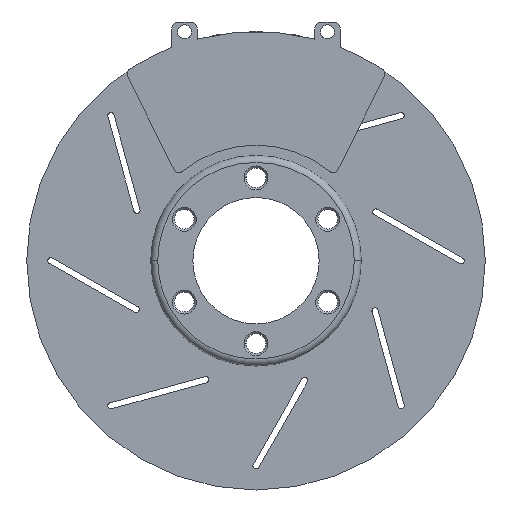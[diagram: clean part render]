
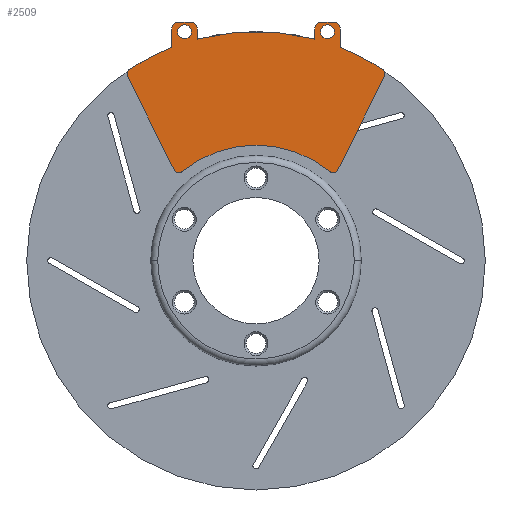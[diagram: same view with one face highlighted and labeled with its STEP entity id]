
A CAD part, left-side view. The second image highlights one B-rep face of the part: STEP entity #2509.
In plain terms, the highlighted planar face has unit normal (-1, 0, 0).
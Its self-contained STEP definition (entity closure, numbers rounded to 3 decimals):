
#767=CARTESIAN_POINT('Vertex',(-25.,60.,151.878)) ;
#772=CARTESIAN_POINT('Line Origine',(-25.,60.,158.439)) ;
#776=CARTESIAN_POINT('Vertex',(-25.,60.,165.)) ;
#798=CARTESIAN_POINT('Axis2P3D Location',(-25.,55.,165.)) ;
#802=CARTESIAN_POINT('Vertex',(-25.,55.,170.)) ;
#824=CARTESIAN_POINT('Line Origine',(-25.,50.91,170.)) ;
#828=CARTESIAN_POINT('Vertex',(-25.,46.821,170.)) ;
#850=CARTESIAN_POINT('Axis2P3D Location',(-25.,46.821,165.)) ;
#854=CARTESIAN_POINT('Vertex',(-25.,41.821,165.)) ;
#876=CARTESIAN_POINT('Line Origine',(-25.,41.821,161.427)) ;
#880=CARTESIAN_POINT('Vertex',(-25.,41.821,157.854)) ;
#902=CARTESIAN_POINT('Axis2P3D Location',(-25.,0.,0.)) ;
#906=CARTESIAN_POINT('Vertex',(-25.,-41.821,157.854)) ;
#928=CARTESIAN_POINT('Line Origine',(-25.,-41.821,161.427)) ;
#932=CARTESIAN_POINT('Vertex',(-25.,-41.821,165.)) ;
#954=CARTESIAN_POINT('Axis2P3D Location',(-25.,-46.821,165.)) ;
#958=CARTESIAN_POINT('Vertex',(-25.,-46.821,170.)) ;
#980=CARTESIAN_POINT('Line Origine',(-25.,-50.91,170.)) ;
#984=CARTESIAN_POINT('Vertex',(-25.,-55.,170.)) ;
#1006=CARTESIAN_POINT('Axis2P3D Location',(-25.,-55.,165.)) ;
#1010=CARTESIAN_POINT('Vertex',(-25.,-60.,165.)) ;
#1032=CARTESIAN_POINT('Line Origine',(-25.,-60.,158.439)) ;
#1036=CARTESIAN_POINT('Vertex',(-25.,-60.,151.878)) ;
#1071=CARTESIAN_POINT('Vertex',(-25.,-55.911,163.)) ;
#1074=CARTESIAN_POINT('Axis2P3D Location',(-25.,-50.911,163.)) ;
#1078=CARTESIAN_POINT('Vertex',(-25.,-45.911,163.)) ;
#1098=CARTESIAN_POINT('Axis2P3D Location',(-25.,-50.911,163.)) ;
#1123=CARTESIAN_POINT('Vertex',(-25.,55.911,163.)) ;
#1126=CARTESIAN_POINT('Axis2P3D Location',(-25.,50.911,163.)) ;
#1130=CARTESIAN_POINT('Vertex',(-25.,45.911,163.)) ;
#1150=CARTESIAN_POINT('Axis2P3D Location',(-25.,50.911,163.)) ;
#2249=CARTESIAN_POINT('Vertex',(-25.,-58.39,64.919)) ;
#2252=CARTESIAN_POINT('Axis2P3D Location',(-25.,-54.81,66.704)) ;
#2256=CARTESIAN_POINT('Vertex',(-25.,-52.271,63.613)) ;
#2280=CARTESIAN_POINT('Vertex',(-25.,52.271,63.613)) ;
#2290=CARTESIAN_POINT('Axis2P3D Location',(-25.,0.,0.)) ;
#2314=CARTESIAN_POINT('Axis2P3D Location',(-25.,54.81,66.704)) ;
#2318=CARTESIAN_POINT('Vertex',(-25.,58.39,64.919)) ;
#2333=CARTESIAN_POINT('Axis2P3D Location',(-25.,0.,0.)) ;
#2337=CARTESIAN_POINT('Vertex',(-25.,90.026,136.243)) ;
#2371=CARTESIAN_POINT('Line Origine',(-25.,74.895,98.02)) ;
#2375=CARTESIAN_POINT('Vertex',(-25.,91.401,131.121)) ;
#2400=CARTESIAN_POINT('Axis2P3D Location',(-25.,87.821,132.906)) ;
#2419=CARTESIAN_POINT('Axis2P3D Location',(-25.,0.,0.)) ;
#2423=CARTESIAN_POINT('Vertex',(-25.,-90.026,136.243)) ;
#2447=CARTESIAN_POINT('Vertex',(-25.,-91.401,131.121)) ;
#2452=CARTESIAN_POINT('Line Origine',(-25.,-74.895,98.02)) ;
#2469=CARTESIAN_POINT('Axis2P3D Location',(-25.,0.,0.)) ;
#2474=CARTESIAN_POINT('Axis2P3D Location',(-25.,-87.821,132.906)) ;
#773=DIRECTION('Vector Direction',(0.,0.,1.)) ;
#799=DIRECTION('Axis2P3D Direction',(1.,0.,0.)) ;
#825=DIRECTION('Vector Direction',(0.,-1.,0.)) ;
#851=DIRECTION('Axis2P3D Direction',(1.,0.,0.)) ;
#877=DIRECTION('Vector Direction',(0.,0.,-1.)) ;
#903=DIRECTION('Axis2P3D Direction',(1.,0.,0.)) ;
#929=DIRECTION('Vector Direction',(0.,0.,-1.)) ;
#955=DIRECTION('Axis2P3D Direction',(1.,0.,0.)) ;
#981=DIRECTION('Vector Direction',(0.,1.,0.)) ;
#1007=DIRECTION('Axis2P3D Direction',(1.,0.,0.)) ;
#1033=DIRECTION('Vector Direction',(0.,0.,1.)) ;
#1075=DIRECTION('Axis2P3D Direction',(-1.,-0.,0.)) ;
#1099=DIRECTION('Axis2P3D Direction',(-1.,-0.,0.)) ;
#1127=DIRECTION('Axis2P3D Direction',(-1.,-0.,0.)) ;
#1151=DIRECTION('Axis2P3D Direction',(-1.,-0.,0.)) ;
#2253=DIRECTION('Axis2P3D Direction',(-1.,0.,0.)) ;
#2291=DIRECTION('Axis2P3D Direction',(1.,0.,0.)) ;
#2315=DIRECTION('Axis2P3D Direction',(1.,0.,0.)) ;
#2334=DIRECTION('Axis2P3D Direction',(1.,0.,0.)) ;
#2372=DIRECTION('Vector Direction',(0.,0.446,0.895)) ;
#2401=DIRECTION('Axis2P3D Direction',(-1.,0.,0.)) ;
#2420=DIRECTION('Axis2P3D Direction',(1.,0.,0.)) ;
#2453=DIRECTION('Vector Direction',(0.,-0.446,0.895)) ;
#2470=DIRECTION('Axis2P3D Direction',(1.,0.,0.)) ;
#2471=DIRECTION('Axis2P3D XDirection',(0.,1.,0.)) ;
#2475=DIRECTION('Axis2P3D Direction',(1.,0.,0.)) ;
#800=AXIS2_PLACEMENT_3D('Circle Axis2P3D',#798,#799,$) ;
#852=AXIS2_PLACEMENT_3D('Circle Axis2P3D',#850,#851,$) ;
#904=AXIS2_PLACEMENT_3D('Circle Axis2P3D',#902,#903,$) ;
#956=AXIS2_PLACEMENT_3D('Circle Axis2P3D',#954,#955,$) ;
#1008=AXIS2_PLACEMENT_3D('Circle Axis2P3D',#1006,#1007,$) ;
#1076=AXIS2_PLACEMENT_3D('Circle Axis2P3D',#1074,#1075,$) ;
#1100=AXIS2_PLACEMENT_3D('Circle Axis2P3D',#1098,#1099,$) ;
#1128=AXIS2_PLACEMENT_3D('Circle Axis2P3D',#1126,#1127,$) ;
#1152=AXIS2_PLACEMENT_3D('Circle Axis2P3D',#1150,#1151,$) ;
#2254=AXIS2_PLACEMENT_3D('Circle Axis2P3D',#2252,#2253,$) ;
#2292=AXIS2_PLACEMENT_3D('Circle Axis2P3D',#2290,#2291,$) ;
#2316=AXIS2_PLACEMENT_3D('Circle Axis2P3D',#2314,#2315,$) ;
#2335=AXIS2_PLACEMENT_3D('Circle Axis2P3D',#2333,#2334,$) ;
#2402=AXIS2_PLACEMENT_3D('Circle Axis2P3D',#2400,#2401,$) ;
#2421=AXIS2_PLACEMENT_3D('Circle Axis2P3D',#2419,#2420,$) ;
#2472=AXIS2_PLACEMENT_3D('Plane Axis2P3D',#2469,#2470,#2471) ;
#2476=AXIS2_PLACEMENT_3D('Circle Axis2P3D',#2474,#2475,$) ;
#2480=ORIENTED_EDGE('',*,*,#2478,.F.) ;
#2481=ORIENTED_EDGE('',*,*,#2425,.F.) ;
#2482=ORIENTED_EDGE('',*,*,#1038,.F.) ;
#2483=ORIENTED_EDGE('',*,*,#1012,.F.) ;
#2484=ORIENTED_EDGE('',*,*,#986,.F.) ;
#2485=ORIENTED_EDGE('',*,*,#960,.F.) ;
#2486=ORIENTED_EDGE('',*,*,#934,.F.) ;
#2487=ORIENTED_EDGE('',*,*,#908,.F.) ;
#2488=ORIENTED_EDGE('',*,*,#882,.F.) ;
#2489=ORIENTED_EDGE('',*,*,#856,.F.) ;
#2490=ORIENTED_EDGE('',*,*,#830,.F.) ;
#2491=ORIENTED_EDGE('',*,*,#804,.F.) ;
#2492=ORIENTED_EDGE('',*,*,#778,.F.) ;
#2493=ORIENTED_EDGE('',*,*,#2339,.F.) ;
#2494=ORIENTED_EDGE('',*,*,#2404,.F.) ;
#2495=ORIENTED_EDGE('',*,*,#2377,.F.) ;
#2496=ORIENTED_EDGE('',*,*,#2320,.F.) ;
#2497=ORIENTED_EDGE('',*,*,#2294,.F.) ;
#2498=ORIENTED_EDGE('',*,*,#2258,.F.) ;
#2499=ORIENTED_EDGE('',*,*,#2456,.F.) ;
#2502=ORIENTED_EDGE('',*,*,#1132,.F.) ;
#2503=ORIENTED_EDGE('',*,*,#1154,.F.) ;
#2506=ORIENTED_EDGE('',*,*,#1080,.F.) ;
#2507=ORIENTED_EDGE('',*,*,#1102,.F.) ;
#2504=FACE_BOUND('',#2501,.T.) ;
#2508=FACE_BOUND('',#2505,.T.) ;
#774=VECTOR('Line Direction',#773,1.) ;
#826=VECTOR('Line Direction',#825,1.) ;
#878=VECTOR('Line Direction',#877,1.) ;
#930=VECTOR('Line Direction',#929,1.) ;
#982=VECTOR('Line Direction',#981,1.) ;
#1034=VECTOR('Line Direction',#1033,1.) ;
#2373=VECTOR('Line Direction',#2372,1.) ;
#2454=VECTOR('Line Direction',#2453,1.) ;
#2509=ADVANCED_FACE('PartBody',(#2500,#2504,#2508),#2473,.F.) ;
#801=CIRCLE('generated circle',#800,5.) ;
#853=CIRCLE('generated circle',#852,5.) ;
#905=CIRCLE('generated circle',#904,163.3) ;
#957=CIRCLE('generated circle',#956,5.) ;
#1009=CIRCLE('generated circle',#1008,5.) ;
#1077=CIRCLE('generated circle',#1076,5.) ;
#1101=CIRCLE('generated circle',#1100,5.) ;
#1129=CIRCLE('generated circle',#1128,5.) ;
#1153=CIRCLE('generated circle',#1152,5.) ;
#2255=CIRCLE('generated circle',#2254,4.) ;
#2293=CIRCLE('generated circle',#2292,82.334) ;
#2317=CIRCLE('generated circle',#2316,4.) ;
#2336=CIRCLE('generated circle',#2335,163.3) ;
#2403=CIRCLE('generated circle',#2402,4.) ;
#2422=CIRCLE('generated circle',#2421,163.3) ;
#2477=CIRCLE('generated circle',#2476,4.) ;
#778=EDGE_CURVE('',#768,#777,#775,.T.) ;
#804=EDGE_CURVE('',#777,#803,#801,.T.) ;
#830=EDGE_CURVE('',#803,#829,#827,.T.) ;
#856=EDGE_CURVE('',#829,#855,#853,.T.) ;
#882=EDGE_CURVE('',#855,#881,#879,.T.) ;
#908=EDGE_CURVE('',#881,#907,#905,.T.) ;
#934=EDGE_CURVE('',#907,#933,#931,.F.) ;
#960=EDGE_CURVE('',#933,#959,#957,.T.) ;
#986=EDGE_CURVE('',#959,#985,#983,.F.) ;
#1012=EDGE_CURVE('',#985,#1011,#1009,.T.) ;
#1038=EDGE_CURVE('',#1011,#1037,#1035,.F.) ;
#1080=EDGE_CURVE('',#1072,#1079,#1077,.T.) ;
#1102=EDGE_CURVE('',#1079,#1072,#1101,.T.) ;
#1132=EDGE_CURVE('',#1124,#1131,#1129,.T.) ;
#1154=EDGE_CURVE('',#1131,#1124,#1153,.T.) ;
#2258=EDGE_CURVE('',#2250,#2257,#2255,.F.) ;
#2294=EDGE_CURVE('',#2257,#2281,#2293,.F.) ;
#2320=EDGE_CURVE('',#2281,#2319,#2317,.T.) ;
#2339=EDGE_CURVE('',#2338,#768,#2336,.T.) ;
#2377=EDGE_CURVE('',#2319,#2376,#2374,.T.) ;
#2404=EDGE_CURVE('',#2376,#2338,#2403,.F.) ;
#2425=EDGE_CURVE('',#1037,#2424,#2422,.T.) ;
#2456=EDGE_CURVE('',#2448,#2250,#2455,.F.) ;
#2478=EDGE_CURVE('',#2424,#2448,#2477,.T.) ;
#2479=EDGE_LOOP('',(#2480,#2481,#2482,#2483,#2484,#2485,#2486,#2487,#2488,#2489,#2490,#2491,#2492,#2493,#2494,#2495,#2496,#2497,#2498,#2499)) ;
#2501=EDGE_LOOP('',(#2502,#2503)) ;
#2505=EDGE_LOOP('',(#2506,#2507)) ;
#2500=FACE_OUTER_BOUND('',#2479,.T.) ;
#775=LINE('Line',#772,#774) ;
#827=LINE('Line',#824,#826) ;
#879=LINE('Line',#876,#878) ;
#931=LINE('Line',#928,#930) ;
#983=LINE('Line',#980,#982) ;
#1035=LINE('Line',#1032,#1034) ;
#2374=LINE('Line',#2371,#2373) ;
#2455=LINE('Line',#2452,#2454) ;
#2473=PLANE('',#2472) ;
#768=VERTEX_POINT('',#767) ;
#777=VERTEX_POINT('',#776) ;
#803=VERTEX_POINT('',#802) ;
#829=VERTEX_POINT('',#828) ;
#855=VERTEX_POINT('',#854) ;
#881=VERTEX_POINT('',#880) ;
#907=VERTEX_POINT('',#906) ;
#933=VERTEX_POINT('',#932) ;
#959=VERTEX_POINT('',#958) ;
#985=VERTEX_POINT('',#984) ;
#1011=VERTEX_POINT('',#1010) ;
#1037=VERTEX_POINT('',#1036) ;
#1072=VERTEX_POINT('',#1071) ;
#1079=VERTEX_POINT('',#1078) ;
#1124=VERTEX_POINT('',#1123) ;
#1131=VERTEX_POINT('',#1130) ;
#2250=VERTEX_POINT('',#2249) ;
#2257=VERTEX_POINT('',#2256) ;
#2281=VERTEX_POINT('',#2280) ;
#2319=VERTEX_POINT('',#2318) ;
#2338=VERTEX_POINT('',#2337) ;
#2376=VERTEX_POINT('',#2375) ;
#2424=VERTEX_POINT('',#2423) ;
#2448=VERTEX_POINT('',#2447) ;
